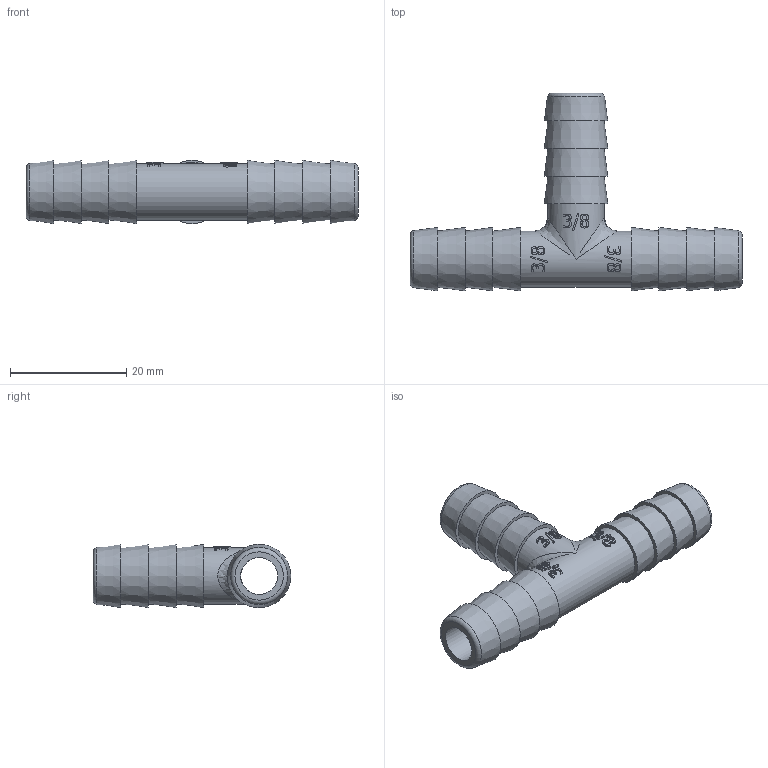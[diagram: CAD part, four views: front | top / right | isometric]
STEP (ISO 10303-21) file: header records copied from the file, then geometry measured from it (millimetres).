
FILE_DESCRIPTION((''),'2;1');
FILE_NAME('HBT038.stp','2013-08-13T15:04:27',('mclevenger'),(''),'Autodesk Inventor 2013','Autodesk Inventor 2013','');
FILE_SCHEMA(('AUTOMOTIVE_DESIGN { 1 0 10303 214 1 1 1 1 }'));
Length unit declared in the file: inch
Products named in the file (1): HBT038
Bounding box: 57.15 x 34.04 x 10.92 mm (x, y, z)
Volume: 3925.7 mm3; surface area: 4535.8 mm2
Topology: 1 solids, 1 shells, 207 faces, 538 edges, 355 vertices
Faces by surface type: bspline 116, plane 57, cylinder 19, cone 12, torus 3
Full cylindrical faces by diameter (mm): 6.35 x2, 9.652 x2
Entity records: 8308 total; most frequent: CARTESIAN_POINT 4048, ORIENTED_EDGE 1014, DIRECTION 550, EDGE_CURVE 507, VERTEX_POINT 349, EDGE_LOOP 258, B_SPLINE_CURVE_WITH_KNOTS 228, FACE_OUTER_BOUND 207
